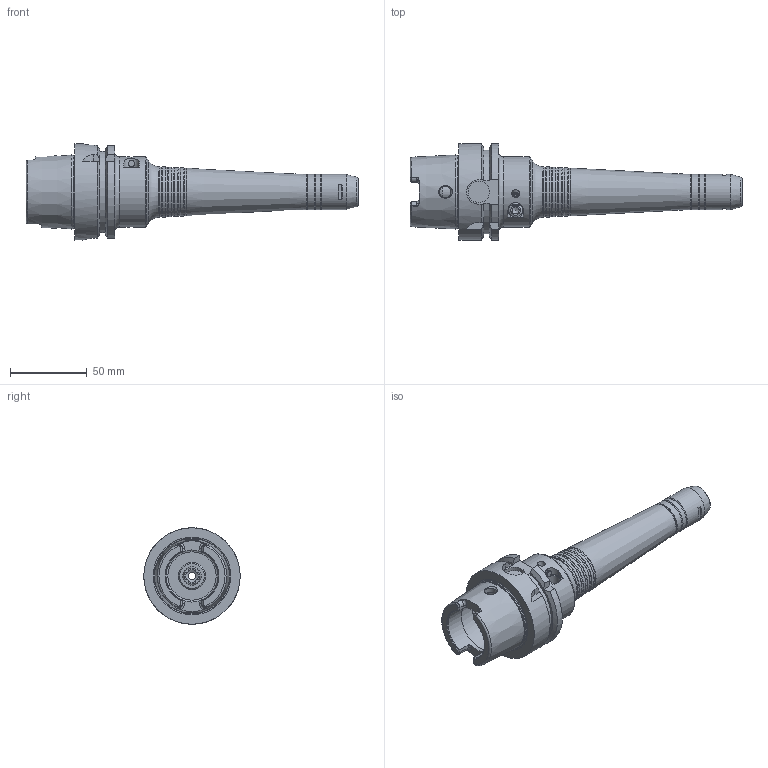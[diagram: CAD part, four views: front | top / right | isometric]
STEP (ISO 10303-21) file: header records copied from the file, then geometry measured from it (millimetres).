
FILE_DESCRIPTION((''),'2;1');
FILE_NAME('577075612185 HSK63A-PHC12SB-185-NC-3D.stp','2022-12-07T17:48:48',('nttooll'),(''),'Autodesk Inventor 2012','Autodesk Inventor 2012','');
FILE_SCHEMA(('AUTOMOTIVE_DESIGN { 1 0 10303 214 1 1 1 1 }'));
Length unit declared in the file: millimetre
Products named in the file (1): 577075612185 HSK63A-PHC12SB-185-NC-3D
Bounding box: 217 x 63 x 63 mm (x, y, z)
Volume: 181626.2 mm3; surface area: 44654.1 mm2
Topology: 1 solids, 1 shells, 236 faces, 569 edges, 353 vertices
Faces by surface type: plane 74, cone 69, cylinder 67, torus 25, revolution 1
Full cylindrical faces by diameter (mm): 1 x2, 2.309 x2, 4 x2, 4.1 x1, 4.619 x2, 5 x3, 7.5 x2, 8 x1, 9 x2, 11.3 x1, 12 x3, 12.4 x2, 14 x1, 18 x2, 23 x3, 34 x1, 34.5 x1, 40 x1, 45.8 x1, 48 x1, 63 x1
Entity records: 6750 total; most frequent: CARTESIAN_POINT 1730, DIRECTION 1067, ORIENTED_EDGE 904, AXIS2_PLACEMENT_3D 464, EDGE_CURVE 452, EDGE_LOOP 361, VERTEX_POINT 333, FACE_OUTER_BOUND 236
